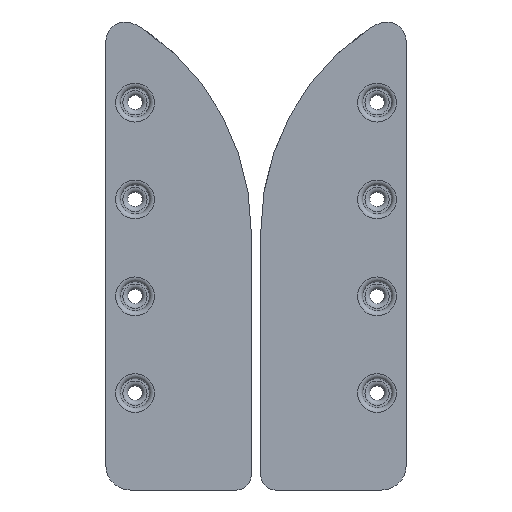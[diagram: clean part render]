
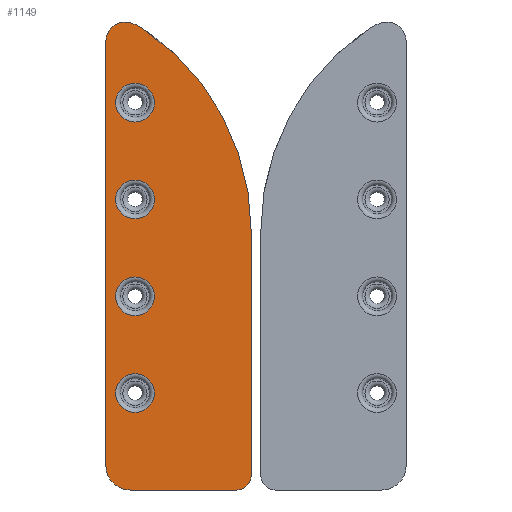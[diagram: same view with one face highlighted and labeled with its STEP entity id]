
A CAD part, front view. The second image highlights one B-rep face of the part: STEP entity #1149.
In plain terms, the highlighted planar face has unit normal (0, -1, 0).
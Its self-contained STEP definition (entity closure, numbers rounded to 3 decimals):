
#21=FACE_BOUND('',#298,.T.);
#22=FACE_BOUND('',#299,.T.);
#23=FACE_BOUND('',#300,.T.);
#24=FACE_BOUND('',#301,.T.);
#46=PLANE('',#1245);
#73=LINE('',#1870,#135);
#80=LINE('',#1896,#142);
#81=LINE('',#1900,#143);
#135=VECTOR('',#1430,10.);
#142=VECTOR('',#1457,10.);
#143=VECTOR('',#1460,10.);
#227=FACE_OUTER_BOUND('',#297,.T.);
#297=EDGE_LOOP('',(#810,#811,#812,#813,#814,#815,#816,#817));
#298=EDGE_LOOP('',(#818));
#299=EDGE_LOOP('',(#819));
#300=EDGE_LOOP('',(#820));
#301=EDGE_LOOP('',(#821));
#391=CIRCLE('',#1237,50.);
#392=CIRCLE('',#1239,4.);
#394=CIRCLE('',#1242,10.);
#397=CIRCLE('',#1246,5.);
#398=CIRCLE('',#1247,3.);
#399=CIRCLE('',#1248,4.);
#400=CIRCLE('',#1249,4.);
#401=CIRCLE('',#1250,4.);
#402=CIRCLE('',#1251,4.);
#502=VERTEX_POINT('',#1867);
#503=VERTEX_POINT('',#1869);
#505=VERTEX_POINT('',#1875);
#506=VERTEX_POINT('',#1879);
#507=VERTEX_POINT('',#1880);
#512=VERTEX_POINT('',#1895);
#513=VERTEX_POINT('',#1897);
#514=VERTEX_POINT('',#1899);
#515=VERTEX_POINT('',#1902);
#516=VERTEX_POINT('',#1904);
#517=VERTEX_POINT('',#1906);
#518=VERTEX_POINT('',#1908);
#618=EDGE_CURVE('',#502,#503,#73,.T.);
#622=EDGE_CURVE('',#505,#502,#391,.T.);
#623=EDGE_CURVE('',#506,#507,#392,.T.);
#627=EDGE_CURVE('',#507,#505,#394,.T.);
#631=EDGE_CURVE('',#506,#512,#80,.T.);
#632=EDGE_CURVE('',#513,#512,#397,.T.);
#633=EDGE_CURVE('',#514,#513,#81,.T.);
#634=EDGE_CURVE('',#503,#514,#398,.T.);
#635=EDGE_CURVE('',#515,#515,#399,.T.);
#636=EDGE_CURVE('',#516,#516,#400,.T.);
#637=EDGE_CURVE('',#517,#517,#401,.T.);
#638=EDGE_CURVE('',#518,#518,#402,.T.);
#810=ORIENTED_EDGE('',*,*,#623,.F.);
#811=ORIENTED_EDGE('',*,*,#631,.T.);
#812=ORIENTED_EDGE('',*,*,#632,.F.);
#813=ORIENTED_EDGE('',*,*,#633,.F.);
#814=ORIENTED_EDGE('',*,*,#634,.F.);
#815=ORIENTED_EDGE('',*,*,#618,.F.);
#816=ORIENTED_EDGE('',*,*,#622,.F.);
#817=ORIENTED_EDGE('',*,*,#627,.F.);
#818=ORIENTED_EDGE('',*,*,#635,.F.);
#819=ORIENTED_EDGE('',*,*,#636,.F.);
#820=ORIENTED_EDGE('',*,*,#637,.F.);
#821=ORIENTED_EDGE('',*,*,#638,.F.);
#1149=ADVANCED_FACE('',(#227,#21,#22,#23,#24),#46,.F.);
#1237=AXIS2_PLACEMENT_3D('',#1877,#1436,#1437);
#1239=AXIS2_PLACEMENT_3D('',#1881,#1440,#1441);
#1242=AXIS2_PLACEMENT_3D('',#1888,#1448,#1449);
#1245=AXIS2_PLACEMENT_3D('',#1894,#1455,#1456);
#1246=AXIS2_PLACEMENT_3D('',#1898,#1458,#1459);
#1247=AXIS2_PLACEMENT_3D('',#1901,#1461,#1462);
#1248=AXIS2_PLACEMENT_3D('',#1903,#1463,#1464);
#1249=AXIS2_PLACEMENT_3D('',#1905,#1465,#1466);
#1250=AXIS2_PLACEMENT_3D('',#1907,#1467,#1468);
#1251=AXIS2_PLACEMENT_3D('',#1909,#1469,#1470);
#1430=DIRECTION('',(0.,0.,-1.));
#1436=DIRECTION('center_axis',(0.,1.,0.));
#1437=DIRECTION('ref_axis',(0.56,0.,0.828));
#1440=DIRECTION('center_axis',(0.,1.,0.));
#1441=DIRECTION('ref_axis',(1.,0.,0.));
#1448=DIRECTION('center_axis',(0.,1.,0.));
#1449=DIRECTION('ref_axis',(0.707,0.,0.707));
#1455=DIRECTION('center_axis',(0.,1.,0.));
#1456=DIRECTION('ref_axis',(1.,0.,0.));
#1457=DIRECTION('',(0.,0.,-1.));
#1458=DIRECTION('center_axis',(0.,1.,0.));
#1459=DIRECTION('ref_axis',(-0.707,0.,-0.707));
#1460=DIRECTION('',(-1.,0.,0.));
#1461=DIRECTION('center_axis',(0.,1.,0.));
#1462=DIRECTION('ref_axis',(0.707,0.,-0.707));
#1463=DIRECTION('center_axis',(0.,-1.,0.));
#1464=DIRECTION('ref_axis',(1.,0.,0.));
#1465=DIRECTION('center_axis',(0.,-1.,0.));
#1466=DIRECTION('ref_axis',(1.,0.,0.));
#1467=DIRECTION('center_axis',(0.,-1.,0.));
#1468=DIRECTION('ref_axis',(1.,0.,0.));
#1469=DIRECTION('center_axis',(0.,-1.,0.));
#1470=DIRECTION('ref_axis',(1.,0.,0.));
#1867=CARTESIAN_POINT('',(18.,-2.5,48.575));
#1869=CARTESIAN_POINT('',(18.,-2.5,-2.));
#1870=CARTESIAN_POINT('',(18.,-2.5,-2.));
#1875=CARTESIAN_POINT('',(-4.,-2.5,90.));
#1877=CARTESIAN_POINT('Origin',(-32.,-2.5,48.575));
#1879=CARTESIAN_POINT('',(-12.,-2.5,87.657));
#1880=CARTESIAN_POINT('',(-6.667,-2.5,91.428));
#1881=CARTESIAN_POINT('Origin',(-8.,-2.5,87.657));
#1888=CARTESIAN_POINT('Origin',(-10.,-2.5,82.));
#1894=CARTESIAN_POINT('Origin',(145.,-2.5,45.));
#1895=CARTESIAN_POINT('',(-12.,-2.5,0.));
#1896=CARTESIAN_POINT('',(-12.,-2.5,92.));
#1897=CARTESIAN_POINT('',(-7.,-2.5,-5.));
#1898=CARTESIAN_POINT('Origin',(-7.,-2.5,0.));
#1899=CARTESIAN_POINT('',(15.,-2.5,-5.));
#1900=CARTESIAN_POINT('',(-2.,-2.5,-5.));
#1901=CARTESIAN_POINT('Origin',(15.,-2.5,-2.));
#1902=CARTESIAN_POINT('',(-6.,-2.5,71.));
#1903=CARTESIAN_POINT('Origin',(-6.,-2.5,75.));
#1904=CARTESIAN_POINT('',(-6.,-2.5,31.));
#1905=CARTESIAN_POINT('Origin',(-6.,-2.5,35.));
#1906=CARTESIAN_POINT('',(-6.,-2.5,11.));
#1907=CARTESIAN_POINT('Origin',(-6.,-2.5,15.));
#1908=CARTESIAN_POINT('',(-6.,-2.5,51.));
#1909=CARTESIAN_POINT('Origin',(-6.,-2.5,55.));
